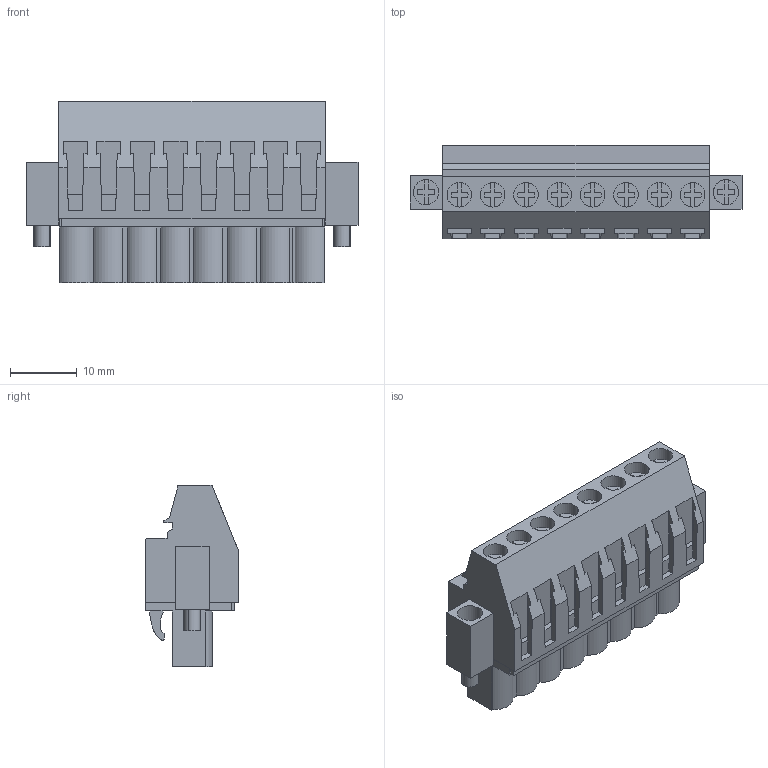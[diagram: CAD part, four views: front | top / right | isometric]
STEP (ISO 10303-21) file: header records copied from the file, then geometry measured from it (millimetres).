
FILE_DESCRIPTION(('CATIA V5 STEP Exchange','CAx-IF Rec.Pracs.--- Model Styling and Organization---1.2---2011-12-15'),'2;1');
FILE_NAME ('D1460488_0_1959460000_1959460000.stp','2017-09-20T14:59:36+00:00',('none'),('Weidmueller'),'CATIA Version 5-6 Release 2014','CATIA V5 STEP AP214','none');
FILE_SCHEMA(('AUTOMOTIVE_DESIGN { 1 0 10303 214 1 1 1 1 }'));
Length unit declared in the file: millimetre
Products named in the file (1): 1959460000
Bounding box: 49.8 x 14.05 x 27.2 mm (x, y, z)
Volume: 9521.4 mm3; surface area: 6255.9 mm2
Topology: 11 solids, 11 shells, 598 faces, 1632 edges, 1095 vertices
Faces by surface type: plane 498, cylinder 90, extrusion 10
Entity records: 17599 total; most frequent: CARTESIAN_POINT 3297, ORIENTED_EDGE 3264, DIRECTION 2358, EDGE_CURVE 1632, VECTOR 1390, LINE 1380, VERTEX_POINT 1095, EDGE_LOOP 642
